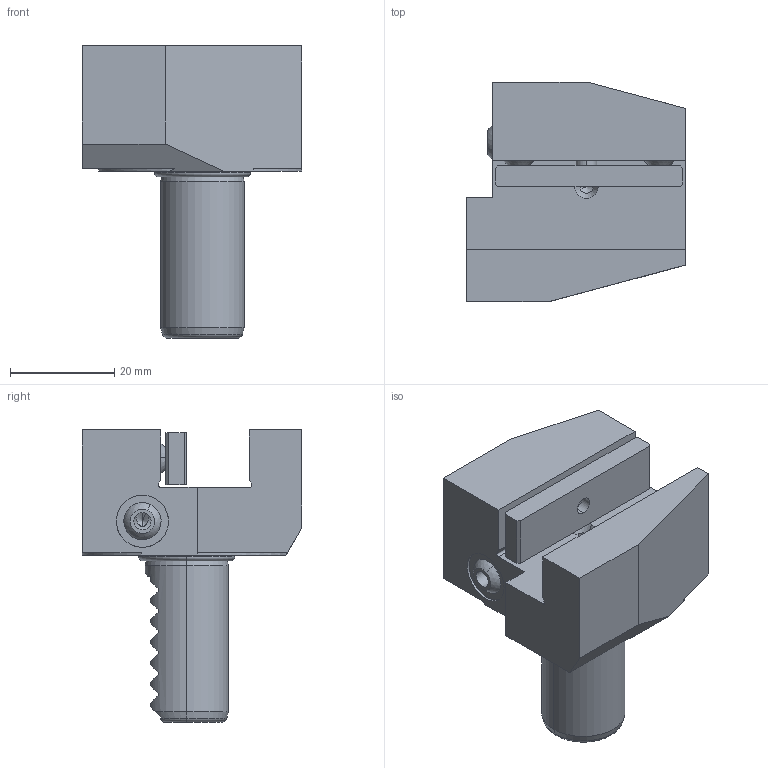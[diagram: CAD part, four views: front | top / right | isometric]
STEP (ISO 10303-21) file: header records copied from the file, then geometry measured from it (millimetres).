
FILE_DESCRIPTION (( 'STEP AP203' ), '1' );
FILE_NAME ('B2-16X12X24 ASSEMBLY.STEP', '2019-10-14T04:22:09', ( '' ), ( '' ), 'SwSTEP 2.0', 'SolidWorks 2017', '' );
FILE_SCHEMA (( 'CONFIG_CONTROL_DESIGN' ));
Length unit declared in the file: millimetre
Products named in the file (1): B2-16X12X24 ASSEMBLY
Bounding box: 42 x 42 x 56 mm (x, y, z)
Volume: 34503.3 mm3; surface area: 13716.2 mm2
Topology: 10 solids, 10 shells, 236 faces, 583 edges, 362 vertices
Faces by surface type: plane 112, cylinder 63, cone 40, torus 15, sphere 4, bspline 2
Entity records: 8369 total; most frequent: CARTESIAN_POINT 2826, DIRECTION 1151, ORIENTED_EDGE 1126, EDGE_CURVE 563, AXIS2_PLACEMENT_3D 425, VERTEX_POINT 356, VECTOR 301, LINE 301
